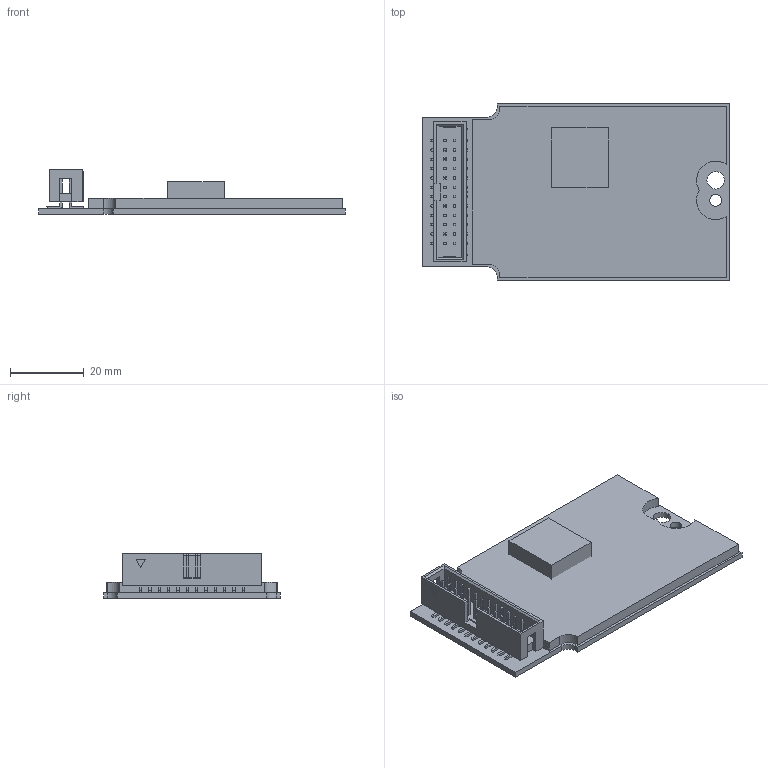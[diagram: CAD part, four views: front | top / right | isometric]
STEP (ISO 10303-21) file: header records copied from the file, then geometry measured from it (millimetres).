
FILE_DESCRIPTION (( 'STEP AP214' ), '1' );
FILE_NAME ('GV-5-MOD.STEP', '2017-12-12T21:19:01', ( '' ), ( '' ), 'SwSTEP 2.0', 'SolidWorks 2016', '' );
FILE_SCHEMA (( 'AUTOMOTIVE_DESIGN' ));
Length unit declared in the file: inch
Products named in the file (1): GV-5-MOD
Bounding box: 83.19 x 47.75 x 12.19 mm (x, y, z)
Surface area: 14748.4 mm2 (no closed solid volume)
Topology: 0 solids, 5 shells, 431 faces, 1297 edges, 870 vertices
Faces by surface type: plane 410, cylinder 21
Entity records: 19752 total; most frequent: CARTESIAN_POINT 2599, DIRECTION 2263, ORIENTED_EDGE 2211, EDGE_CURVE 1297, LINE 1195, VECTOR 1195, VERTEX_POINT 870, AXIS2_PLACEMENT_3D 534
